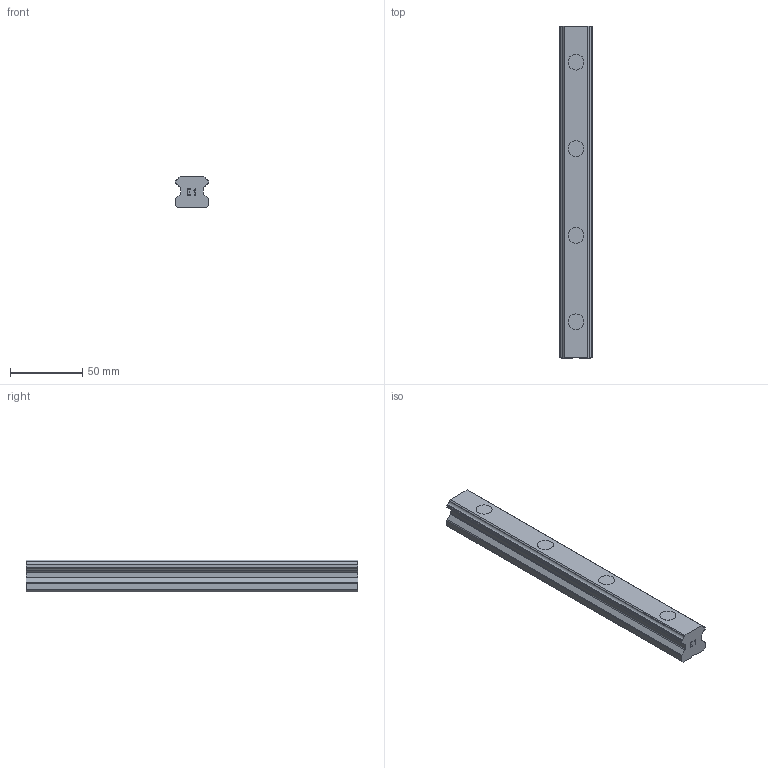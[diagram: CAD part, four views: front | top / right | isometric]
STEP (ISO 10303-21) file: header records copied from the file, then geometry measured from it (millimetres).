
FILE_DESCRIPTION(('STEP AP214'),'1');
FILE_NAME('cctmp_4D9D5CC7-6D31-446B-8D29-ECBE77DA65C4_2020_6_9_10_45_11_880..stp','2020-06-09T08:45:11',('HIWIN GmbH'),('CADClick - www.CADClick.com'),'Spatial InterOp 3D',' ','unknown authorization');
FILE_SCHEMA(('AUTOMOTIVE_DESIGN'));
Length unit declared in the file: millimetre
Products named in the file (1): HGR25R230H_FILE
Bounding box: 23 x 230 x 22 mm (x, y, z)
Volume: 95409.7 mm3; surface area: 24544.7 mm2
Topology: 1 solids, 1 shells, 159 faces, 435 edges, 290 vertices
Faces by surface type: plane 113, cylinder 46
Entity records: 6349 total; most frequent: CARTESIAN_POINT 885, DIRECTION 879, ORIENTED_EDGE 870, EDGE_CURVE 435, LINE 311, VECTOR 311, VERTEX_POINT 290, AXIS2_PLACEMENT_3D 284
